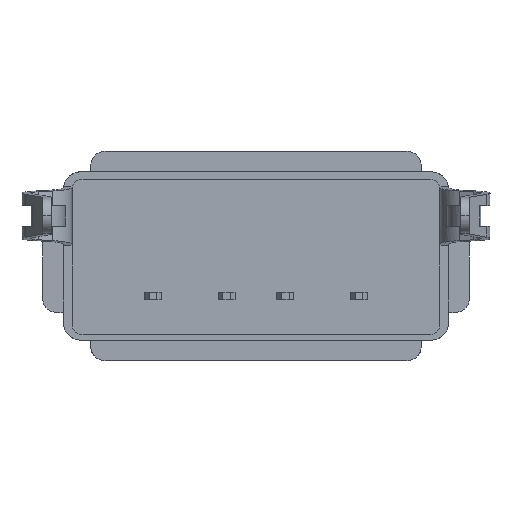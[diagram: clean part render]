
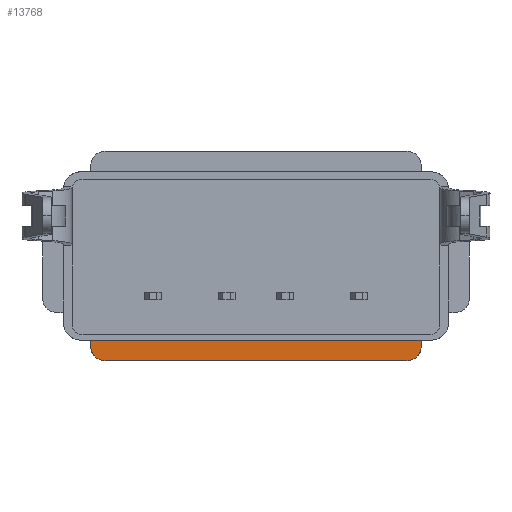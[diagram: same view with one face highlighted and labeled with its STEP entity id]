
A CAD part, front view. The second image highlights one B-rep face of the part: STEP entity #13768.
In plain terms, the highlighted face is planar.
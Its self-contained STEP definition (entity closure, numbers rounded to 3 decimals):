
#330 = AXIS2_PLACEMENT_3D ( 'NONE', #2442, #6823, #4528 ) ;
#1201 = VERTEX_POINT ( 'NONE', #13562 ) ;
#1295 = ORIENTED_EDGE ( 'NONE', *, *, #11029, .T. ) ;
#1380 = LINE ( 'NONE', #3400, #2169 ) ;
#1873 = CARTESIAN_POINT ( 'NONE',  ( -5.127, 4.576, -13.695 ) ) ;
#2169 = VECTOR ( 'NONE', #4588, 1000. ) ;
#2442 = CARTESIAN_POINT ( 'NONE',  ( 5.127, 4.094, -13.695 ) ) ;
#2757 = CARTESIAN_POINT ( 'NONE',  ( -5.61, 3.876, -13.695 ) ) ;
#2826 = VERTEX_POINT ( 'NONE', #6827 ) ;
#3014 = CIRCLE ( 'NONE', #330, 0.483 ) ;
#3123 = VERTEX_POINT ( 'NONE', #8998 ) ;
#3400 = CARTESIAN_POINT ( 'NONE',  ( 5.94, 3.876, -13.695 ) ) ;
#3655 = DIRECTION ( 'NONE',  ( 0., 0., 1. ) ) ;
#3843 = EDGE_CURVE ( 'NONE', #12059, #6799, #7871, .T. ) ;
#4096 = CARTESIAN_POINT ( 'NONE',  ( -5.61, 3.876, -13.695 ) ) ;
#4377 = CIRCLE ( 'NONE', #11284, 0.483 ) ;
#4528 = DIRECTION ( 'NONE',  ( -1., 0., 0. ) ) ;
#4588 = DIRECTION ( 'NONE',  ( -1., 0., 0. ) ) ;
#4594 = DIRECTION ( 'NONE',  ( 0., 1., 0. ) ) ;
#4618 = VECTOR ( 'NONE', #8347, 1000. ) ;
#4991 = EDGE_CURVE ( 'NONE', #6799, #1201, #3014, .T. ) ;
#5821 = PLANE ( 'NONE',  #9326 ) ;
#5859 = ORIENTED_EDGE ( 'NONE', *, *, #11911, .T. ) ;
#6176 = VECTOR ( 'NONE', #12735, 1000. ) ;
#6537 = CARTESIAN_POINT ( 'NONE',  ( 5.61, 3.876, -13.695 ) ) ;
#6589 = EDGE_LOOP ( 'NONE', ( #11870, #8828, #5859, #1295, #9589, #11094 ) ) ;
#6799 = VERTEX_POINT ( 'NONE', #12983 ) ;
#6823 = DIRECTION ( 'NONE',  ( 0., 0., 1. ) ) ;
#6827 = CARTESIAN_POINT ( 'NONE',  ( -5.61, 3.876, -13.695 ) ) ;
#7386 = LINE ( 'NONE', #13501, #6176 ) ;
#7871 = LINE ( 'NONE', #6537, #13456 ) ;
#8347 = DIRECTION ( 'NONE',  ( 0., -1., 0. ) ) ;
#8828 = ORIENTED_EDGE ( 'NONE', *, *, #4991, .T. ) ;
#8998 = CARTESIAN_POINT ( 'NONE',  ( -5.61, 4.094, -13.695 ) ) ;
#9326 = AXIS2_PLACEMENT_3D ( 'NONE', #2757, #3655, #13407 ) ;
#9589 = ORIENTED_EDGE ( 'NONE', *, *, #11983, .T. ) ;
#9757 = CARTESIAN_POINT ( 'NONE',  ( 5.61, 3.876, -13.695 ) ) ;
#10082 = DIRECTION ( 'NONE',  ( 0., 0., 1. ) ) ;
#11029 = EDGE_CURVE ( 'NONE', #13539, #3123, #4377, .T. ) ;
#11059 = FACE_OUTER_BOUND ( 'NONE', #6589, .T. ) ;
#11094 = ORIENTED_EDGE ( 'NONE', *, *, #12057, .F. ) ;
#11284 = AXIS2_PLACEMENT_3D ( 'NONE', #12100, #10082, #12301 ) ;
#11870 = ORIENTED_EDGE ( 'NONE', *, *, #3843, .T. ) ;
#11911 = EDGE_CURVE ( 'NONE', #1201, #13539, #7386, .T. ) ;
#11983 = EDGE_CURVE ( 'NONE', #3123, #2826, #13631, .T. ) ;
#12057 = EDGE_CURVE ( 'NONE', #12059, #2826, #1380, .T. ) ;
#12059 = VERTEX_POINT ( 'NONE', #9757 ) ;
#12100 = CARTESIAN_POINT ( 'NONE',  ( -5.127, 4.094, -13.695 ) ) ;
#12301 = DIRECTION ( 'NONE',  ( 1., 0., 0. ) ) ;
#12735 = DIRECTION ( 'NONE',  ( -1., 0., 0. ) ) ;
#12983 = CARTESIAN_POINT ( 'NONE',  ( 5.61, 4.094, -13.695 ) ) ;
#13407 = DIRECTION ( 'NONE',  ( 1., 0., 0. ) ) ;
#13456 = VECTOR ( 'NONE', #4594, 1000. ) ;
#13501 = CARTESIAN_POINT ( 'NONE',  ( -5.61, 4.576, -13.695 ) ) ;
#13539 = VERTEX_POINT ( 'NONE', #1873 ) ;
#13562 = CARTESIAN_POINT ( 'NONE',  ( 5.127, 4.576, -13.695 ) ) ;
#13631 = LINE ( 'NONE', #4096, #4618 ) ;
#13768 = ADVANCED_FACE ( 'NONE', ( #11059 ), #5821, .T. ) ;
